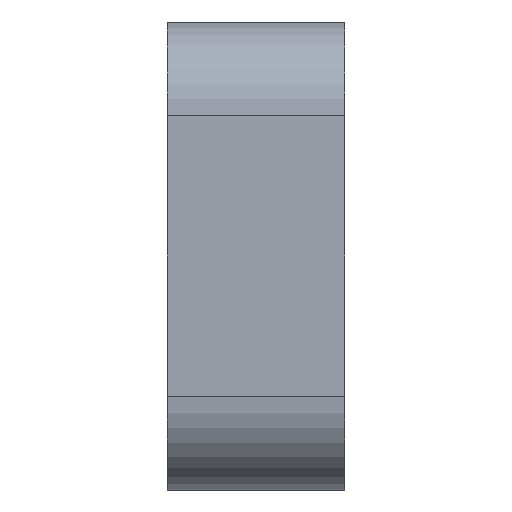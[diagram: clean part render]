
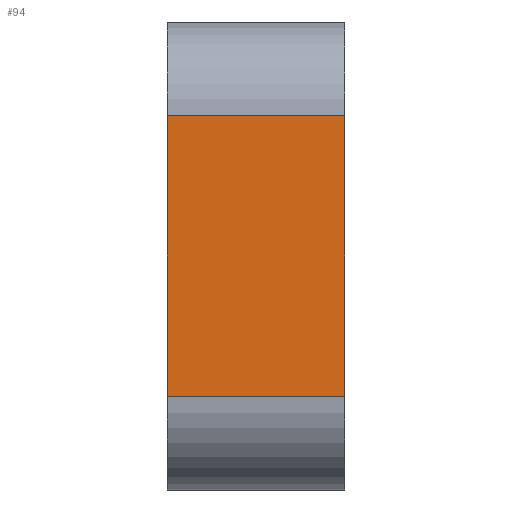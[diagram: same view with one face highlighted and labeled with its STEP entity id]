
A CAD part, left-side view. The second image highlights one B-rep face of the part: STEP entity #94.
In plain terms, the highlighted planar face has unit normal (-1, 0, 0).
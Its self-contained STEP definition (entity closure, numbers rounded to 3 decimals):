
#5 = CARTESIAN_POINT ( 'NONE',  ( -50., 0., 0. ) ) ;
#86 = CARTESIAN_POINT ( 'NONE',  ( -50., -9.5, 7.5 ) ) ;
#94 = ADVANCED_FACE ( 'NONE', ( #841 ), #552, .F. ) ;
#104 = EDGE_CURVE ( 'NONE', #513, #222, #430, .T. ) ;
#105 = EDGE_LOOP ( 'NONE', ( #476, #118, #554, #488 ) ) ;
#116 = VERTEX_POINT ( 'NONE', #86 ) ;
#118 = ORIENTED_EDGE ( 'NONE', *, *, #470, .F. ) ;
#209 = CARTESIAN_POINT ( 'NONE',  ( -50., 0., 7.5 ) ) ;
#210 = DIRECTION ( 'NONE',  ( 0., 0., -1. ) ) ;
#219 = CARTESIAN_POINT ( 'NONE',  ( -50., -9.5, -7.5 ) ) ;
#222 = VERTEX_POINT ( 'NONE', #726 ) ;
#235 = CARTESIAN_POINT ( 'NONE',  ( -50., -9.5, 0. ) ) ;
#248 = VECTOR ( 'NONE', #423, 1000. ) ;
#262 = VECTOR ( 'NONE', #510, 1000. ) ;
#282 = LINE ( 'NONE', #848, #262 ) ;
#312 = EDGE_CURVE ( 'NONE', #116, #513, #712, .T. ) ;
#378 = VECTOR ( 'NONE', #419, 1000. ) ;
#395 = CARTESIAN_POINT ( 'NONE',  ( -50., -9.5, 7.5 ) ) ;
#400 = CARTESIAN_POINT ( 'NONE',  ( -50., -9.5, -7.5 ) ) ;
#419 = DIRECTION ( 'NONE',  ( 0., 1., 0. ) ) ;
#423 = DIRECTION ( 'NONE',  ( 0., 0., -1. ) ) ;
#430 = LINE ( 'NONE', #5, #248 ) ;
#470 = EDGE_CURVE ( 'NONE', #924, #222, #595, .T. ) ;
#476 = ORIENTED_EDGE ( 'NONE', *, *, #104, .T. ) ;
#488 = ORIENTED_EDGE ( 'NONE', *, *, #312, .T. ) ;
#491 = DIRECTION ( 'NONE',  ( 0., 1., 0. ) ) ;
#510 = DIRECTION ( 'NONE',  ( 0., 0., -1. ) ) ;
#513 = VERTEX_POINT ( 'NONE', #209 ) ;
#516 = VECTOR ( 'NONE', #491, 1000. ) ;
#549 = EDGE_CURVE ( 'NONE', #116, #924, #282, .T. ) ;
#552 = PLANE ( 'NONE',  #589 ) ;
#554 = ORIENTED_EDGE ( 'NONE', *, *, #549, .F. ) ;
#589 = AXIS2_PLACEMENT_3D ( 'NONE', #235, #623, #210 ) ;
#595 = LINE ( 'NONE', #400, #378 ) ;
#623 = DIRECTION ( 'NONE',  ( 1., 0., 0. ) ) ;
#712 = LINE ( 'NONE', #395, #516 ) ;
#726 = CARTESIAN_POINT ( 'NONE',  ( -50., 0., -7.5 ) ) ;
#841 = FACE_OUTER_BOUND ( 'NONE', #105, .T. ) ;
#848 = CARTESIAN_POINT ( 'NONE',  ( -50., -9.5, 0. ) ) ;
#924 = VERTEX_POINT ( 'NONE', #219 ) ;
